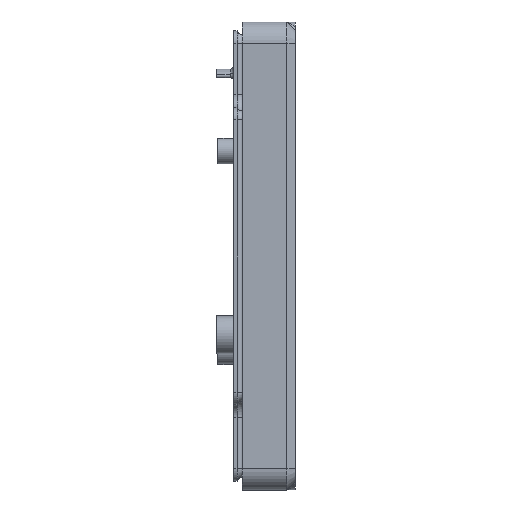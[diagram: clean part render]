
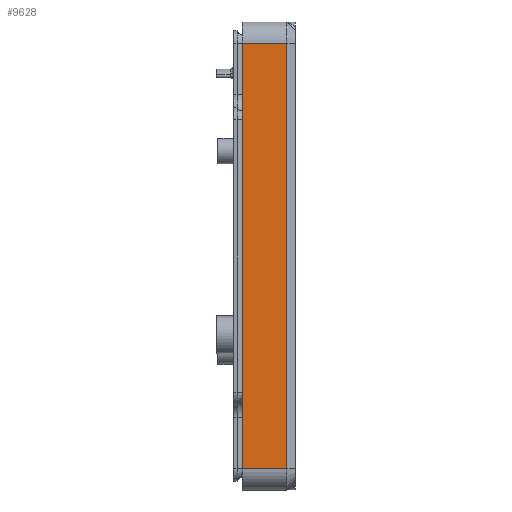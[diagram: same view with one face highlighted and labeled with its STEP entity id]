
A CAD part, left-side view. The second image highlights one B-rep face of the part: STEP entity #9628.
In plain terms, the highlighted planar face has unit normal (-1, 0, 0).
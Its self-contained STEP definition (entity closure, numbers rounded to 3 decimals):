
#256=PLANE('',#10564);
#1026=LINE('',#15579,#2006);
#1086=LINE('',#15746,#2066);
#1101=LINE('',#15789,#2081);
#1102=LINE('',#15791,#2082);
#2006=VECTOR('',#12440,1.);
#2066=VECTOR('',#12616,1.);
#2081=VECTOR('',#12671,1.);
#2082=VECTOR('',#12674,1.);
#2887=FACE_OUTER_BOUND('',#3498,.T.);
#3498=EDGE_LOOP('',(#8100,#8101,#8102,#8103));
#4711=VERTEX_POINT('',#15576);
#4712=VERTEX_POINT('',#15578);
#4760=VERTEX_POINT('',#15740);
#4761=VERTEX_POINT('',#15744);
#5835=EDGE_CURVE('',#4712,#4711,#1026,.T.);
#5918=EDGE_CURVE('',#4761,#4760,#1086,.T.);
#5940=EDGE_CURVE('',#4760,#4711,#1101,.T.);
#5941=EDGE_CURVE('',#4712,#4761,#1102,.T.);
#8100=ORIENTED_EDGE('',*,*,#5918,.F.);
#8101=ORIENTED_EDGE('',*,*,#5941,.F.);
#8102=ORIENTED_EDGE('',*,*,#5835,.T.);
#8103=ORIENTED_EDGE('',*,*,#5940,.F.);
#9628=ADVANCED_FACE('',(#2887),#256,.T.);
#10564=AXIS2_PLACEMENT_3D('',#15790,#12672,#12673);
#12440=DIRECTION('',(0.,0.,-1.));
#12616=DIRECTION('',(0.,0.,-1.));
#12671=DIRECTION('',(0.,1.,0.));
#12672=DIRECTION('center_axis',(-1.,0.,0.));
#12673=DIRECTION('ref_axis',(0.,0.,-1.));
#12674=DIRECTION('',(0.,-1.,0.));
#15576=CARTESIAN_POINT('',(126.,25.242,-94.533));
#15578=CARTESIAN_POINT('',(126.,25.242,5.467));
#15579=CARTESIAN_POINT('',(126.,25.242,-17.033));
#15740=CARTESIAN_POINT('',(126.,14.715,-94.533));
#15744=CARTESIAN_POINT('',(126.,14.715,5.467));
#15746=CARTESIAN_POINT('',(126.,14.715,-17.033));
#15789=CARTESIAN_POINT('',(126.,15.715,-94.533));
#15790=CARTESIAN_POINT('Origin',(126.,15.715,10.467));
#15791=CARTESIAN_POINT('',(126.,15.715,5.467));
